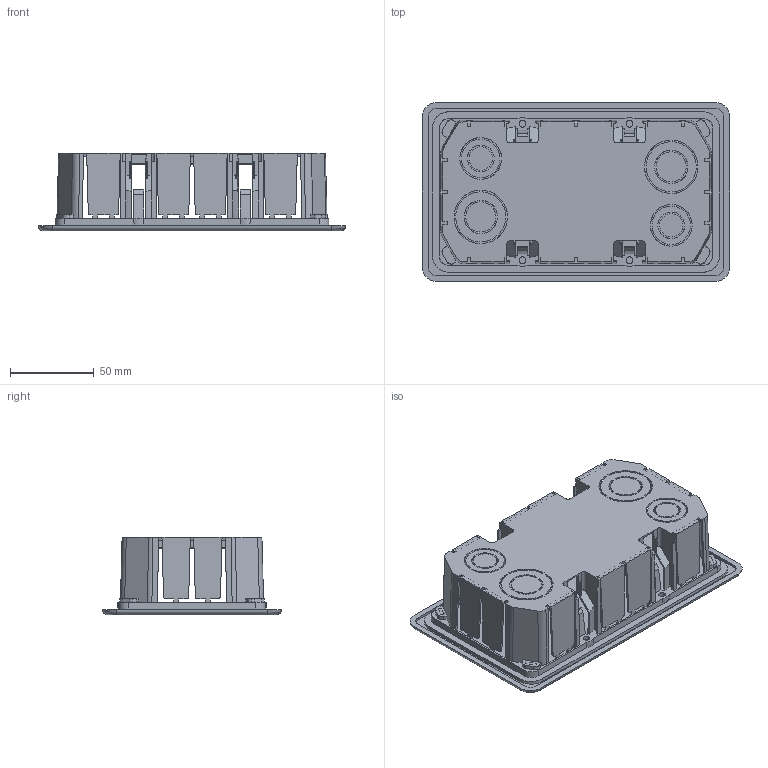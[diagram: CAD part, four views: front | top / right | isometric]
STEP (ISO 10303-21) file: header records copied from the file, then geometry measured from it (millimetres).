
FILE_DESCRIPTION (( 'STEP AP214' ), '1' );
FILE_NAME ('UKG11-172-096-045-P.STEP', '2021-12-08T12:54:10', ( '' ), ( '' ), 'SwSTEP 2.0', 'SolidWorks 2021', '' );
FILE_SCHEMA (( 'AUTOMOTIVE_DESIGN' ));
Length unit declared in the file: millimetre
Products named in the file (1): UKG11-172-096-045-P
Bounding box: 184 x 107 x 46.5 mm (x, y, z)
Volume: 73047.8 mm3; surface area: 119695.6 mm2
Topology: 2 solids, 2 shells, 913 faces, 2642 edges, 1673 vertices
Faces by surface type: plane 488, cylinder 267, bspline 124, cone 34
Entity records: 33128 total; most frequent: CARTESIAN_POINT 10284, ORIENTED_EDGE 5252, DIRECTION 4115, EDGE_CURVE 2626, LINE 1817, VECTOR 1817, VERTEX_POINT 1673, AXIS2_PLACEMENT_3D 1149
